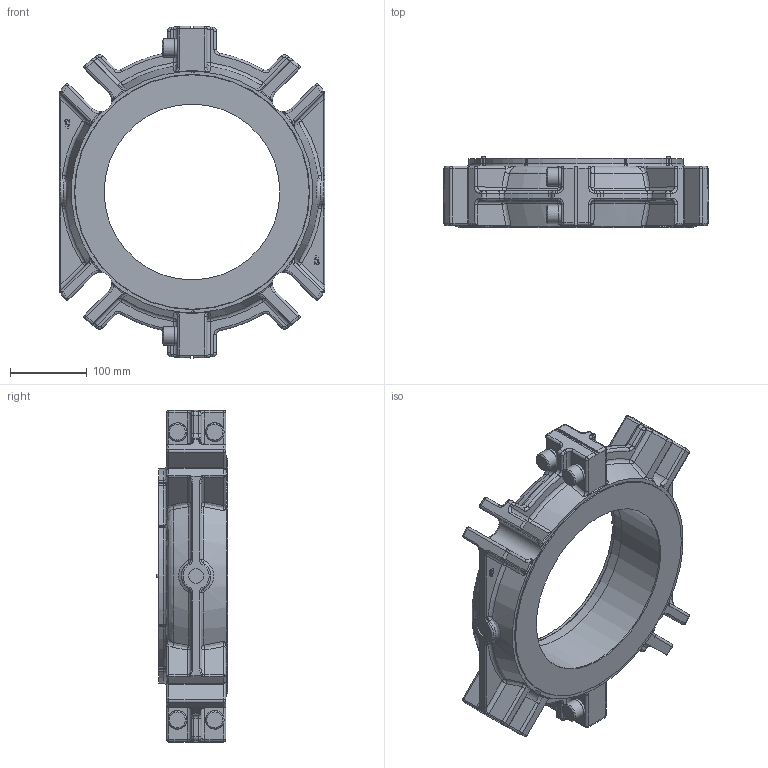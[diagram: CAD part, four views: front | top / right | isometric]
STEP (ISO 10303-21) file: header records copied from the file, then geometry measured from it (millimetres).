
FILE_DESCRIPTION(/* description */ ('Unknown'),/* implementation_level */ '2;1');
FILE_NAME(/* name */ '9.000 RDSX -72 SEAL ARRANGEMENT',/* time_stamp */ '2023-02-22T08:42:04-05:00',/* author */ ('Unknown'),/* organization */ ('Unknown'),/* preprocessor_version */ 'ST-DEVELOPER v16.7',/* originating_system */ 'Solid Edge',/* authorisation */ 'Unknown');
FILE_SCHEMA (('AUTOMOTIVE_DESIGN {1 0 10303 214 3 1 1}'));
Length unit declared in the file: millimetre
Products named in the file (1): 3209516
Bounding box: 344.99 x 93.32 x 431.77 mm (x, y, z)
Volume: 4554495.9 mm3; surface area: 368970.3 mm2
Topology: 1 solids, 5 shells, 819 faces, 1989 edges, 1151 vertices
Faces by surface type: cylinder 250, plane 177, torus 158, bspline 148, sphere 60, cone 26
Full cylindrical faces by diameter (mm): 5 x2, 11.989 x2, 16 x4, 19.263 x2, 24 x4, 228.6 x1, 228.778 x1, 231.775 x1, 304.8 x1
Entity records: 25938 total; most frequent: CARTESIAN_POINT 8048, ORIENTED_EDGE 3782, DIRECTION 3738, EDGE_CURVE 1891, AXIS2_PLACEMENT_3D 1567, VERTEX_POINT 1121, CIRCLE 879, EDGE_LOOP 868
